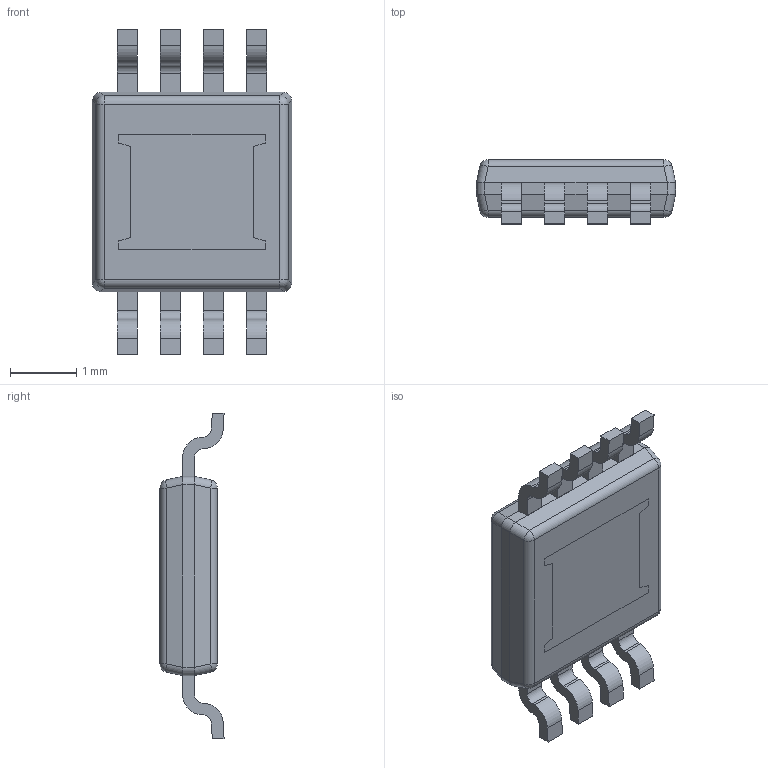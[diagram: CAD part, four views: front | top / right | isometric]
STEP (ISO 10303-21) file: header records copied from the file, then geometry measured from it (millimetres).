
FILE_DESCRIPTION((''),'2;1');
FILE_NAME('MUY08A_ASM','2012-02-09T',('CKXSSC'),(''),'PRO/ENGINEER BY PARAMETRIC TECHNOLOGY CORPORATION, 2011220','PRO/ENGINEER BY PARAMETRIC TECHNOLOGY CORPORATION, 2011220','');
FILE_SCHEMA(('AUTOMOTIVE_DESIGN_CC2 { 1 2 10303 214 -1 1 5 2 }'));
Length unit declared in the file: inch
Products named in the file (4): BODY_MUY08A; LEAD_MUY08A; EXP_PAD_MUY08A; MUY08A_ASM
Assembly tree (10 placements, depth 2):
  MUY08A_ASM
    BODY_MUY08A
    LEAD_MUY08A  x8
    EXP_PAD_MUY08A
Bounding box: 3 x 0.97 x 4.9 mm (x, y, z)
Volume: 7.9 mm3; surface area: 45.4 mm2
Topology: 10 solids, 10 shells, 192 faces, 488 edges, 317 vertices
Faces by surface type: plane 130, cylinder 53, sphere 9
Entity records: 3724 total; most frequent: CARTESIAN_POINT 604, ORIENTED_EDGE 470, DIRECTION 463, PRESENTATION_STYLE_ASSIGNMENT 238, STYLED_ITEM 238, CURVE_STYLE 235, EDGE_CURVE 235, VECTOR 175
